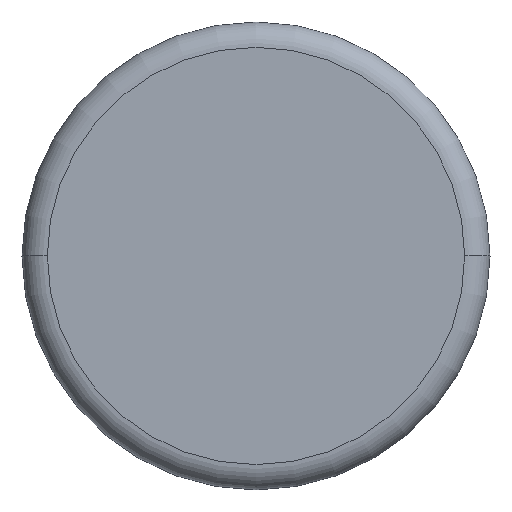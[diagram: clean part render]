
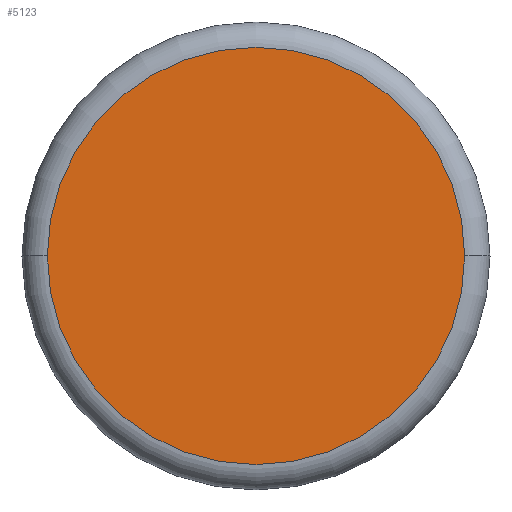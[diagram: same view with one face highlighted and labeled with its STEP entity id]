
A CAD part, top view. The second image highlights one B-rep face of the part: STEP entity #5123.
In plain terms, the highlighted face is planar.
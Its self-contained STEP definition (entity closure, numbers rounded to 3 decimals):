
#502 = VERTEX_POINT ( 'NONE', #5614 ) ;
#507 = VERTEX_POINT ( 'NONE', #5661 ) ;
#513 = EDGE_CURVE ( 'NONE', #502, #507, #5698, .T. ) ;
#3877 = FACE_OUTER_BOUND ( 'NONE', #5115, .T. ) ;
#3878 = PLANE ( 'NONE',  #3907 ) ;
#3879 = AXIS2_PLACEMENT_3D ( 'NONE', #3887, #3938, #3937 ) ;
#3884 = DIRECTION ( 'NONE',  ( 0., 0., 1. ) ) ;
#3885 = DIRECTION ( 'NONE',  ( -1., 0., 0. ) ) ;
#3886 = CARTESIAN_POINT ( 'NONE',  ( -32., 0., 0. ) ) ;
#3887 = CARTESIAN_POINT ( 'NONE',  ( -32., 0., 0. ) ) ;
#3891 = CIRCLE ( 'NONE', #3879, 26.75 ) ;
#3907 = AXIS2_PLACEMENT_3D ( 'NONE', #3886, #3885, #3884 ) ;
#3937 = DIRECTION ( 'NONE',  ( 0., 0., 1. ) ) ;
#3938 = DIRECTION ( 'NONE',  ( -1., 0., 0. ) ) ;
#5115 = EDGE_LOOP ( 'NONE', ( #5121, #5126 ) ) ;
#5121 = ORIENTED_EDGE ( 'NONE', *, *, #513, .T. ) ;
#5123 = ADVANCED_FACE ( 'NONE', ( #3877 ), #3878, .T. ) ;
#5124 = EDGE_CURVE ( 'NONE', #507, #502, #3891, .T. ) ;
#5126 = ORIENTED_EDGE ( 'NONE', *, *, #5124, .T. ) ;
#5614 = CARTESIAN_POINT ( 'NONE',  ( -32., 0., 26.75 ) ) ;
#5661 = CARTESIAN_POINT ( 'NONE',  ( -32., 0., -26.75 ) ) ;
#5682 = DIRECTION ( 'NONE',  ( 0., 0., 1. ) ) ;
#5683 = DIRECTION ( 'NONE',  ( -1., 0., 0. ) ) ;
#5693 = AXIS2_PLACEMENT_3D ( 'NONE', #5695, #5683, #5682 ) ;
#5695 = CARTESIAN_POINT ( 'NONE',  ( -32., 0., 0. ) ) ;
#5698 = CIRCLE ( 'NONE', #5693, 26.75 ) ;
